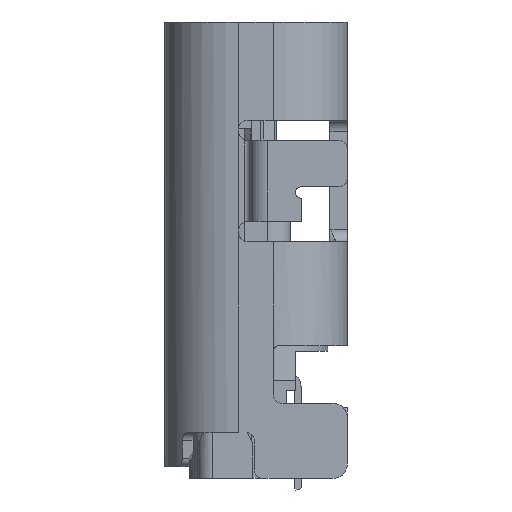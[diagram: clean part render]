
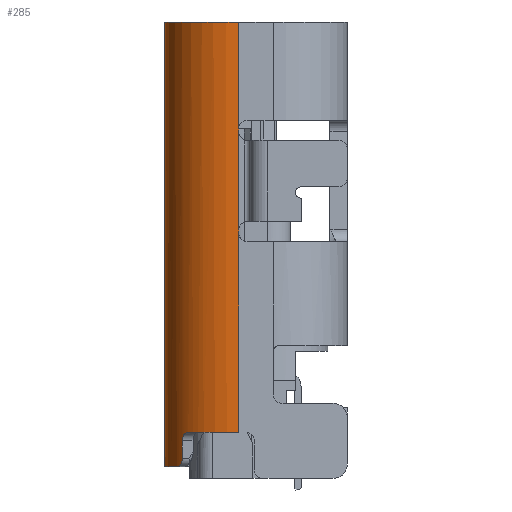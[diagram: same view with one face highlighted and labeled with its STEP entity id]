
A CAD part, left-side view. The second image highlights one B-rep face of the part: STEP entity #285.
In plain terms, the highlighted cylindrical face has radius 1.28 mm (diameter 2.56 mm), a partial arc.
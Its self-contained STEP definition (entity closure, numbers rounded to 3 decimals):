
#285=ADVANCED_FACE('',(#1817),#1818,.T.);
#1817=FACE_OUTER_BOUND('',#4850,.T.);
#1818=CYLINDRICAL_SURFACE('',#4851,1.28);
#4850=EDGE_LOOP('',(#9245,#9246,#9247,#9248,#9249,#9250,#9251,#9252,#9253,#9254,#9255,#9256,#9257));
#4851=AXIS2_PLACEMENT_3D('',#9258,#9259,#9260);
#9245=ORIENTED_EDGE('',*,*,#21043,.T.);
#9246=ORIENTED_EDGE('',*,*,#21044,.T.);
#9247=ORIENTED_EDGE('',*,*,#21045,.T.);
#9248=ORIENTED_EDGE('',*,*,#21046,.T.);
#9249=ORIENTED_EDGE('',*,*,#21047,.T.);
#9250=ORIENTED_EDGE('',*,*,#21048,.F.);
#9251=ORIENTED_EDGE('',*,*,#21049,.T.);
#9252=ORIENTED_EDGE('',*,*,#21050,.F.);
#9253=ORIENTED_EDGE('',*,*,#21051,.F.);
#9254=ORIENTED_EDGE('',*,*,#21052,.T.);
#9255=ORIENTED_EDGE('',*,*,#21053,.F.);
#9256=ORIENTED_EDGE('',*,*,#21054,.F.);
#9257=ORIENTED_EDGE('',*,*,#21055,.F.);
#9258=CARTESIAN_POINT('',(-3.19,0.301,-0.6));
#9259=DIRECTION('',(0.0,0.0,-1.0));
#9260=DIRECTION('',(1.0,0.0,0.0));
#21043=EDGE_CURVE('',#26908,#26909,#26910,.T.);
#21044=EDGE_CURVE('',#26909,#26911,#26912,.T.);
#21045=EDGE_CURVE('',#26911,#26913,#26914,.T.);
#21046=EDGE_CURVE('',#26913,#26915,#26916,.T.);
#21047=EDGE_CURVE('',#26915,#26917,#26918,.T.);
#21048=EDGE_CURVE('',#26919,#26917,#26920,.T.);
#21049=EDGE_CURVE('',#26919,#26921,#26922,.T.);
#21050=EDGE_CURVE('',#26923,#26921,#26924,.T.);
#21051=EDGE_CURVE('',#26925,#26923,#26926,.T.);
#21052=EDGE_CURVE('',#26925,#26927,#26928,.T.);
#21053=EDGE_CURVE('',#26929,#26927,#26930,.T.);
#21054=EDGE_CURVE('',#26931,#26929,#26932,.T.);
#21055=EDGE_CURVE('',#26908,#26931,#26933,.T.);
#26908=VERTEX_POINT('',#33781);
#26909=VERTEX_POINT('',#33782);
#26910=LINE('',#33783,#33784);
#26911=VERTEX_POINT('',#33785);
#26912=LINE('',#33786,#33787);
#26913=VERTEX_POINT('',#33788);
#26914=LINE('',#33789,#33790);
#26915=VERTEX_POINT('',#33791);
#26916=LINE('',#33792,#33793);
#26917=VERTEX_POINT('',#33794);
#26918=LINE('',#33795,#33796);
#26919=VERTEX_POINT('',#33797);
#26920=CIRCLE('',#33798,1.28);
#26921=VERTEX_POINT('',#33799);
#26922=LINE('',#33800,#33801);
#26923=VERTEX_POINT('',#33802);
#26924=CIRCLE('',#33803,1.28);
#26925=VERTEX_POINT('',#33804);
#26926=B_SPLINE_CURVE_WITH_KNOTS('',3,(#33805,#33806,#33807,#33808,#33809,#33810,#33811,#33812),.UNSPECIFIED.,.F.,.F.,(4,1,1,1,1,4),(0.0,0.2,0.4,0.6,0.8,1.0),.UNSPECIFIED.);
#26927=VERTEX_POINT('',#33813);
#26928=LINE('',#33814,#33815);
#26929=VERTEX_POINT('',#33816);
#26930=B_SPLINE_CURVE_WITH_KNOTS('',3,(#33817,#33818,#33819,#33820,#33821,#33822,#33823,#33824),.UNSPECIFIED.,.F.,.F.,(4,1,1,1,1,4),(0.001,0.2,0.4,0.6,0.8,1.0),.UNSPECIFIED.);
#26931=VERTEX_POINT('',#33825);
#26932=CIRCLE('',#33826,1.28);
#26933=CIRCLE('',#33827,1.28);
#33781=CARTESIAN_POINT('',(-4.47,0.301,-3.049));
#33782=CARTESIAN_POINT('',(-4.47,0.301,0.4));
#33783=CARTESIAN_POINT('',(-4.47,0.301,-3.049));
#33784=VECTOR('',#45092,3.449);
#33785=CARTESIAN_POINT('',(-4.47,0.301,0.45));
#33786=CARTESIAN_POINT('',(-4.47,0.301,0.4));
#33787=VECTOR('',#45093,0.05);
#33788=CARTESIAN_POINT('',(-4.47,0.301,2.15));
#33789=CARTESIAN_POINT('',(-4.47,0.301,0.45));
#33790=VECTOR('',#45094,1.7);
#33791=CARTESIAN_POINT('',(-4.47,0.301,2.2));
#33792=CARTESIAN_POINT('',(-4.47,0.301,2.15));
#33793=VECTOR('',#45095,0.05);
#33794=CARTESIAN_POINT('',(-4.47,0.301,4.05));
#33795=CARTESIAN_POINT('',(-4.47,0.301,2.2));
#33796=VECTOR('',#45096,1.85);
#33797=CARTESIAN_POINT('',(-3.19,1.581,4.05));
#33798=AXIS2_PLACEMENT_3D('',#45097,#45098,#45099);
#33799=CARTESIAN_POINT('',(-3.19,1.581,-3.65));
#33800=CARTESIAN_POINT('',(-3.19,1.581,4.05));
#33801=VECTOR('',#45100,7.7);
#33802=CARTESIAN_POINT('',(-3.894,1.37,-3.65));
#33803=AXIS2_PLACEMENT_3D('',#45101,#45102,#45103);
#33804=CARTESIAN_POINT('',(-4.019,1.277,-3.5));
#33805=CARTESIAN_POINT('',(-4.019,1.277,-3.5));
#33806=CARTESIAN_POINT('',(-4.019,1.277,-3.516));
#33807=CARTESIAN_POINT('',(-4.015,1.28,-3.547));
#33808=CARTESIAN_POINT('',(-3.998,1.294,-3.589));
#33809=CARTESIAN_POINT('',(-3.97,1.316,-3.623));
#33810=CARTESIAN_POINT('',(-3.935,1.342,-3.645));
#33811=CARTESIAN_POINT('',(-3.908,1.361,-3.65));
#33812=CARTESIAN_POINT('',(-3.894,1.37,-3.65));
#33813=CARTESIAN_POINT('',(-4.019,1.277,-3.2));
#33814=CARTESIAN_POINT('',(-4.019,1.277,-3.5));
#33815=VECTOR('',#45104,0.3);
#33816=CARTESIAN_POINT('',(-4.129,1.172,-3.05));
#33817=CARTESIAN_POINT('',(-4.129,1.172,-3.05));
#33818=CARTESIAN_POINT('',(-4.118,1.183,-3.05));
#33819=CARTESIAN_POINT('',(-4.096,1.206,-3.055));
#33820=CARTESIAN_POINT('',(-4.065,1.236,-3.077));
#33821=CARTESIAN_POINT('',(-4.039,1.259,-3.111));
#33822=CARTESIAN_POINT('',(-4.023,1.274,-3.154));
#33823=CARTESIAN_POINT('',(-4.019,1.277,-3.185));
#33824=CARTESIAN_POINT('',(-4.019,1.277,-3.2));
#33825=CARTESIAN_POINT('',(-4.318,0.906,-3.05));
#33826=AXIS2_PLACEMENT_3D('',#45105,#45106,#45107);
#33827=AXIS2_PLACEMENT_3D('',#45108,#45109,#45110);
#45092=DIRECTION('',(0.,0.,1.));
#45093=DIRECTION('',(0.002,0.0,1.));
#45094=DIRECTION('',(0.0,0.0,1.0));
#45095=DIRECTION('',(0.,0.0,1.0));
#45096=DIRECTION('',(0.0,0.,1.0));
#45097=CARTESIAN_POINT('',(-3.19,0.301,4.05));
#45098=DIRECTION('',(0.0,-0.0,1.0));
#45099=DIRECTION('',(0.,1.0,0.0));
#45100=DIRECTION('',(0.0,0.0,-1.0));
#45101=CARTESIAN_POINT('',(-3.19,0.301,-3.65));
#45102=DIRECTION('',(0.0,0.0,-1.0));
#45103=DIRECTION('',(-0.55,0.835,0.0));
#45104=DIRECTION('',(0.,0.,1.));
#45105=CARTESIAN_POINT('',(-3.19,0.301,-3.05));
#45106=DIRECTION('',(0.0,0.0,-1.0));
#45107=DIRECTION('',(-0.881,0.473,0.0));
#45108=CARTESIAN_POINT('',(-3.19,0.301,-3.049));
#45109=DIRECTION('',(-0.0,0.0,-1.0));
#45110=DIRECTION('',(-1.,-0.001,0.0));
